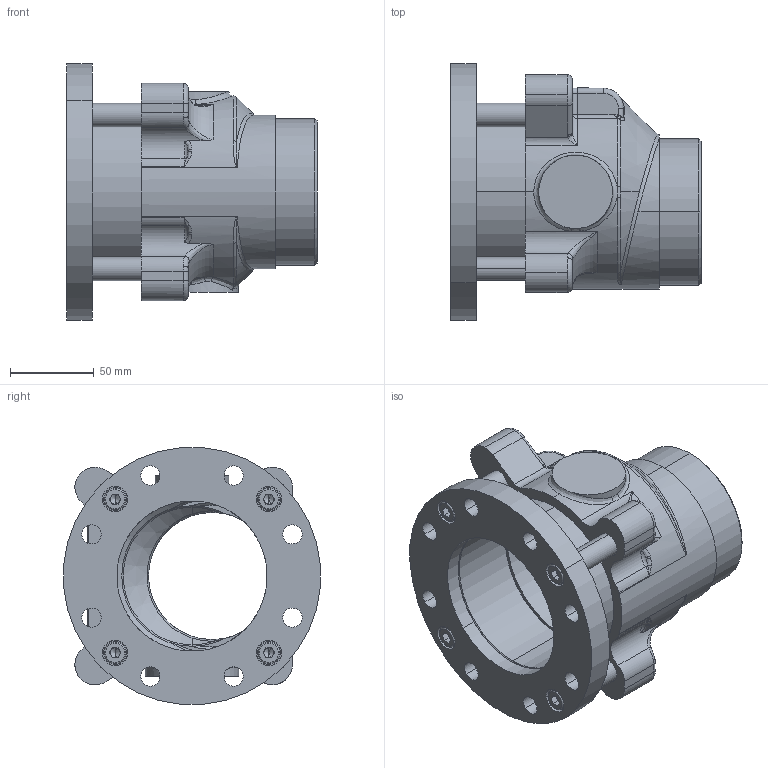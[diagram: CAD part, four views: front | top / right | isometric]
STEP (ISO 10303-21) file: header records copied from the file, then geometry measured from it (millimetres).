
FILE_DESCRIPTION (( 'STEP AP214' ), '1' );
FILE_NAME ('SGAT80G_251876.STEP', '2012-09-20T11:09:58', ( 'Admin2' ), ( '' ), 'SwSTEP 2.0', 'SolidWorks 2010', '' );
FILE_SCHEMA (( 'AUTOMOTIVE_DESIGN' ));
Length unit declared in the file: millimetre
Products named in the file (1): SGAT80G_251876
Bounding box: 149.5 x 153.41 x 153.41 mm (x, y, z)
Surface area: 154540.7 mm2 (no closed solid volume)
Topology: 0 solids, 16 shells, 508 faces, 1498 edges, 966 vertices
Faces by surface type: plane 172, bspline 144, cylinder 126, torus 43, cone 20, sphere 3
Entity records: 32691 total; most frequent: CARTESIAN_POINT 14660, ORIENTED_EDGE 2619, DIRECTION 2243, EDGE_CURVE 1482, VERTEX_POINT 966, AXIS2_PLACEMENT_3D 764, LINE 715, VECTOR 715
